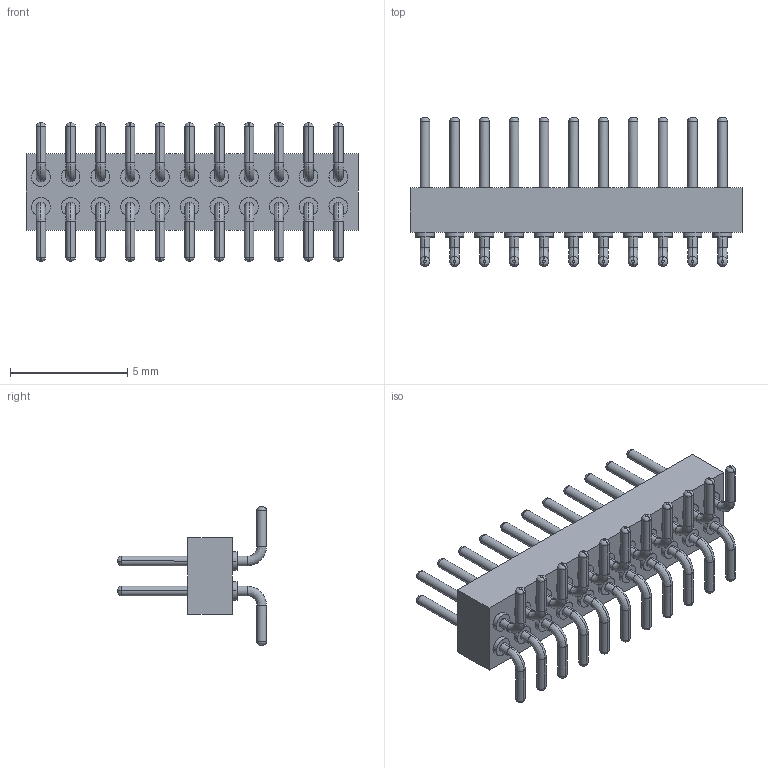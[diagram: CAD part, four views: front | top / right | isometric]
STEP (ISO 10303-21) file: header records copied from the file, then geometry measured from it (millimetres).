
FILE_DESCRIPTION( ('This file contains a STEP AP42 implementation' ,'as created by ZW3D STEP Interface translator.') ,'2;1' );
FILE_NAME( '3514-19220MXX081X1.stp' ,'231011. 81426', (''), ('ZWCAD Software Co.'), 'Version 1.0', 'ZW3D to STEP translator', '' );
FILE_SCHEMA(('AUTOMOTIVE_DESIGN { 1 0 10303 214 1 1 1 1 }'));
Length unit declared in the file: millimetre
Products named in the file (2): 0; 3514-19220MXX081X1
Bounding box: 14.18 x 6.36 x 5.9 mm (x, y, z)
Volume: 106.7 mm3; surface area: 390.7 mm2
Topology: 1 solids, 45 shells, 732 faces, 1376 edges, 800 vertices
Faces by surface type: bspline 506, plane 182, cone 44
Entity records: 46592 total; most frequent: CARTESIAN_POINT 36279, ORIENTED_EDGE 2752, EDGE_CURVE 1376, B_SPLINE_CURVE_WITH_KNOTS 1284, VERTEX_POINT 800, EDGE_LOOP 798, FACE_OUTER_BOUND 732, ADVANCED_FACE 732
